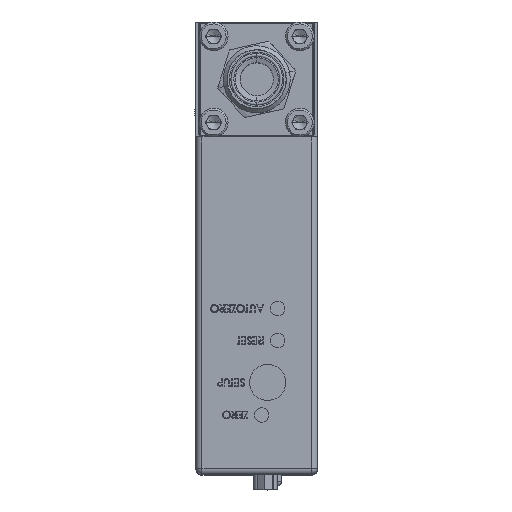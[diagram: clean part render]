
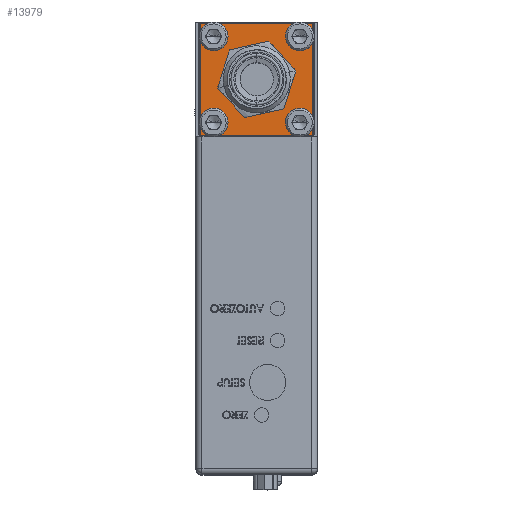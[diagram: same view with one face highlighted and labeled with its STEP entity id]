
A CAD part, top view. The second image highlights one B-rep face of the part: STEP entity #13979.
In plain terms, the highlighted planar face has unit normal (0, 0, 1).
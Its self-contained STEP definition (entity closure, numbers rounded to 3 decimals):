
#55 = VERTEX_POINT ( 'NONE', #28137 ) ;
#272 = AXIS2_PLACEMENT_3D ( 'NONE', #21864, #6353, #24502 ) ;
#284 = EDGE_CURVE ( 'NONE', #25898, #27036, #23983, .T. ) ;
#319 = ORIENTED_EDGE ( 'NONE', *, *, #22739, .T. ) ;
#1014 = CIRCLE ( 'NONE', #26759, 3.45 ) ;
#1136 = LINE ( 'NONE', #26120, #14043 ) ;
#1196 = DIRECTION ( 'NONE',  ( 0., 0., 1. ) ) ;
#1511 = DIRECTION ( 'NONE',  ( 0., 0., 1. ) ) ;
#1513 = VERTEX_POINT ( 'NONE', #11233 ) ;
#1738 = EDGE_LOOP ( 'NONE', ( #15112, #28510 ) ) ;
#2527 = PLANE ( 'NONE',  #16075 ) ;
#3530 = DIRECTION ( 'NONE',  ( -1., 0., 0. ) ) ;
#3908 = ORIENTED_EDGE ( 'NONE', *, *, #9107, .T. ) ;
#4237 = EDGE_CURVE ( 'NONE', #27036, #25898, #17421, .T. ) ;
#4333 = VECTOR ( 'NONE', #3530, 1000. ) ;
#5124 = DIRECTION ( 'NONE',  ( 1., 0., 0. ) ) ;
#5139 = CIRCLE ( 'NONE', #6200, 3.45 ) ;
#5164 = EDGE_LOOP ( 'NONE', ( #7247, #31413 ) ) ;
#5179 = EDGE_CURVE ( 'NONE', #15361, #6606, #32326, .T. ) ;
#5383 = AXIS2_PLACEMENT_3D ( 'NONE', #27513, #12012, #30125 ) ;
#5605 = FACE_BOUND ( 'NONE', #23739, .T. ) ;
#5700 = CARTESIAN_POINT ( 'NONE',  ( 18.656, -18.656, 15.875 ) ) ;
#5772 = DIRECTION ( 'NONE',  ( 0., 0., -1. ) ) ;
#5950 = CARTESIAN_POINT ( 'NONE',  ( 14.288, -14.288, 15.875 ) ) ;
#6200 = AXIS2_PLACEMENT_3D ( 'NONE', #26705, #11197, #29314 ) ;
#6353 = DIRECTION ( 'NONE',  ( 0., 0., -1. ) ) ;
#6606 = VERTEX_POINT ( 'NONE', #16277 ) ;
#6981 = CIRCLE ( 'NONE', #272, 3.45 ) ;
#7247 = ORIENTED_EDGE ( 'NONE', *, *, #21711, .T. ) ;
#7285 = CARTESIAN_POINT ( 'NONE',  ( -10.838, -14.288, 15.875 ) ) ;
#7499 = VERTEX_POINT ( 'NONE', #24669 ) ;
#8087 = AXIS2_PLACEMENT_3D ( 'NONE', #27431, #11935, #30055 ) ;
#8563 = DIRECTION ( 'NONE',  ( -1., 0., 0. ) ) ;
#9107 = EDGE_CURVE ( 'NONE', #15443, #22472, #20994, .T. ) ;
#9638 = CARTESIAN_POINT ( 'NONE',  ( 6.382, 0., 15.875 ) ) ;
#9889 = EDGE_CURVE ( 'NONE', #1513, #15361, #11186, .T. ) ;
#10157 = DIRECTION ( 'NONE',  ( 0., 0., -1. ) ) ;
#10356 = CARTESIAN_POINT ( 'NONE',  ( -6.382, 0., 15.875 ) ) ;
#10496 = DIRECTION ( 'NONE',  ( 0., 1., 0. ) ) ;
#11186 = LINE ( 'NONE', #14025, #4333 ) ;
#11197 = DIRECTION ( 'NONE',  ( 0., 0., -1. ) ) ;
#11233 = CARTESIAN_POINT ( 'NONE',  ( 18.656, 18.656, 15.875 ) ) ;
#11475 = VECTOR ( 'NONE', #21163, 1000. ) ;
#11935 = DIRECTION ( 'NONE',  ( 0., 0., -1. ) ) ;
#12012 = DIRECTION ( 'NONE',  ( 0., 0., -1. ) ) ;
#12333 = CARTESIAN_POINT ( 'NONE',  ( -14.287, -14.288, 15.875 ) ) ;
#12932 = CARTESIAN_POINT ( 'NONE',  ( -18.656, 18.656, 15.875 ) ) ;
#13498 = ORIENTED_EDGE ( 'NONE', *, *, #16037, .T. ) ;
#13979 = ADVANCED_FACE ( 'NONE', ( #26228, #19290, #5605, #32281, #25430, #18488 ), #2527, .T. ) ;
#14025 = CARTESIAN_POINT ( 'NONE',  ( -18.656, 18.656, 15.875 ) ) ;
#14043 = VECTOR ( 'NONE', #10496, 1000. ) ;
#14423 = ORIENTED_EDGE ( 'NONE', *, *, #22176, .T. ) ;
#14458 = ORIENTED_EDGE ( 'NONE', *, *, #19715, .T. ) ;
#14701 = CIRCLE ( 'NONE', #5383, 3.45 ) ;
#14757 = EDGE_CURVE ( 'NONE', #23781, #7499, #1014, .T. ) ;
#14942 = DIRECTION ( 'NONE',  ( -1., 0., 0. ) ) ;
#15112 = ORIENTED_EDGE ( 'NONE', *, *, #4237, .F. ) ;
#15361 = VERTEX_POINT ( 'NONE', #12932 ) ;
#15443 = VERTEX_POINT ( 'NONE', #21055 ) ;
#15737 = AXIS2_PLACEMENT_3D ( 'NONE', #12333, #30465, #14942 ) ;
#16037 = EDGE_CURVE ( 'NONE', #7499, #23781, #6981, .T. ) ;
#16075 = AXIS2_PLACEMENT_3D ( 'NONE', #25720, #20562, #5124 ) ;
#16277 = CARTESIAN_POINT ( 'NONE',  ( -18.656, -18.656, 15.875 ) ) ;
#16459 = AXIS2_PLACEMENT_3D ( 'NONE', #5950, #24082, #8563 ) ;
#16945 = CARTESIAN_POINT ( 'NONE',  ( 0., 0., 15.875 ) ) ;
#16959 = EDGE_LOOP ( 'NONE', ( #30141, #22528, #21811, #319 ) ) ;
#17421 = CIRCLE ( 'NONE', #25417, 6.382 ) ;
#18274 = VERTEX_POINT ( 'NONE', #33485 ) ;
#18329 = CIRCLE ( 'NONE', #15737, 3.45 ) ;
#18488 = FACE_BOUND ( 'NONE', #1738, .T. ) ;
#18554 = CARTESIAN_POINT ( 'NONE',  ( 0., 0., 15.875 ) ) ;
#19153 = AXIS2_PLACEMENT_3D ( 'NONE', #16945, #1511, #19548 ) ;
#19229 = DIRECTION ( 'NONE',  ( 1., 0., 0. ) ) ;
#19290 = FACE_BOUND ( 'NONE', #23419, .T. ) ;
#19548 = DIRECTION ( 'NONE',  ( 1., 0., 0. ) ) ;
#19671 = EDGE_CURVE ( 'NONE', #31822, #25380, #14701, .T. ) ;
#19715 = EDGE_CURVE ( 'NONE', #25380, #31822, #18329, .T. ) ;
#20026 = CARTESIAN_POINT ( 'NONE',  ( 17.737, -14.288, 15.875 ) ) ;
#20562 = DIRECTION ( 'NONE',  ( 0., 0., 1. ) ) ;
#20994 = CIRCLE ( 'NONE', #8087, 3.45 ) ;
#21055 = CARTESIAN_POINT ( 'NONE',  ( 10.838, -14.288, 15.875 ) ) ;
#21163 = DIRECTION ( 'NONE',  ( 1., 0., 0. ) ) ;
#21216 = CARTESIAN_POINT ( 'NONE',  ( -14.288, 14.287, 15.875 ) ) ;
#21711 = EDGE_CURVE ( 'NONE', #55, #18274, #25385, .T. ) ;
#21811 = ORIENTED_EDGE ( 'NONE', *, *, #5179, .T. ) ;
#21864 = CARTESIAN_POINT ( 'NONE',  ( 14.287, 14.287, 15.875 ) ) ;
#22176 = EDGE_CURVE ( 'NONE', #22472, #15443, #28969, .T. ) ;
#22285 = ORIENTED_EDGE ( 'NONE', *, *, #14757, .T. ) ;
#22472 = VERTEX_POINT ( 'NONE', #20026 ) ;
#22528 = ORIENTED_EDGE ( 'NONE', *, *, #9889, .T. ) ;
#22739 = EDGE_CURVE ( 'NONE', #6606, #32051, #31313, .T. ) ;
#23419 = EDGE_LOOP ( 'NONE', ( #3908, #14423 ) ) ;
#23739 = EDGE_LOOP ( 'NONE', ( #14458, #27581 ) ) ;
#23781 = VERTEX_POINT ( 'NONE', #33428 ) ;
#23882 = DIRECTION ( 'NONE',  ( -1., 0., 0. ) ) ;
#23937 = CARTESIAN_POINT ( 'NONE',  ( -18.656, -18.656, 15.875 ) ) ;
#23983 = CIRCLE ( 'NONE', #19153, 6.382 ) ;
#24082 = DIRECTION ( 'NONE',  ( 0., 0., -1. ) ) ;
#24270 = EDGE_LOOP ( 'NONE', ( #13498, #22285 ) ) ;
#24502 = DIRECTION ( 'NONE',  ( -1., 0., 0. ) ) ;
#24669 = CARTESIAN_POINT ( 'NONE',  ( 10.838, 14.287, 15.875 ) ) ;
#25380 = VERTEX_POINT ( 'NONE', #28250 ) ;
#25385 = CIRCLE ( 'NONE', #31228, 3.45 ) ;
#25417 = AXIS2_PLACEMENT_3D ( 'NONE', #18554, #1196, #19229 ) ;
#25430 = FACE_OUTER_BOUND ( 'NONE', #16959, .T. ) ;
#25474 = VECTOR ( 'NONE', #29657, 1000. ) ;
#25677 = CARTESIAN_POINT ( 'NONE',  ( 14.287, 14.287, 15.875 ) ) ;
#25720 = CARTESIAN_POINT ( 'NONE',  ( 18.656, -18.656, 15.875 ) ) ;
#25898 = VERTEX_POINT ( 'NONE', #9638 ) ;
#26120 = CARTESIAN_POINT ( 'NONE',  ( 18.656, 18.656, 15.875 ) ) ;
#26228 = FACE_BOUND ( 'NONE', #24270, .T. ) ;
#26229 = EDGE_CURVE ( 'NONE', #18274, #55, #5139, .T. ) ;
#26705 = CARTESIAN_POINT ( 'NONE',  ( -14.288, 14.287, 15.875 ) ) ;
#26759 = AXIS2_PLACEMENT_3D ( 'NONE', #25677, #10157, #28268 ) ;
#27036 = VERTEX_POINT ( 'NONE', #10356 ) ;
#27038 = CARTESIAN_POINT ( 'NONE',  ( -18.656, 18.656, 15.875 ) ) ;
#27431 = CARTESIAN_POINT ( 'NONE',  ( 14.288, -14.288, 15.875 ) ) ;
#27513 = CARTESIAN_POINT ( 'NONE',  ( -14.287, -14.288, 15.875 ) ) ;
#27581 = ORIENTED_EDGE ( 'NONE', *, *, #19671, .T. ) ;
#28137 = CARTESIAN_POINT ( 'NONE',  ( -17.737, 14.287, 15.875 ) ) ;
#28250 = CARTESIAN_POINT ( 'NONE',  ( -17.737, -14.288, 15.875 ) ) ;
#28268 = DIRECTION ( 'NONE',  ( -1., 0., 0. ) ) ;
#28510 = ORIENTED_EDGE ( 'NONE', *, *, #284, .F. ) ;
#28969 = CIRCLE ( 'NONE', #16459, 3.45 ) ;
#29314 = DIRECTION ( 'NONE',  ( -1., 0., 0. ) ) ;
#29657 = DIRECTION ( 'NONE',  ( 0., -1., 0. ) ) ;
#30055 = DIRECTION ( 'NONE',  ( -1., 0., 0. ) ) ;
#30125 = DIRECTION ( 'NONE',  ( -1., 0., 0. ) ) ;
#30141 = ORIENTED_EDGE ( 'NONE', *, *, #32387, .T. ) ;
#30465 = DIRECTION ( 'NONE',  ( 0., 0., -1. ) ) ;
#31228 = AXIS2_PLACEMENT_3D ( 'NONE', #21216, #5772, #23882 ) ;
#31313 = LINE ( 'NONE', #23937, #11475 ) ;
#31413 = ORIENTED_EDGE ( 'NONE', *, *, #26229, .T. ) ;
#31822 = VERTEX_POINT ( 'NONE', #7285 ) ;
#32051 = VERTEX_POINT ( 'NONE', #5700 ) ;
#32281 = FACE_BOUND ( 'NONE', #5164, .T. ) ;
#32326 = LINE ( 'NONE', #27038, #25474 ) ;
#32387 = EDGE_CURVE ( 'NONE', #32051, #1513, #1136, .T. ) ;
#33428 = CARTESIAN_POINT ( 'NONE',  ( 17.737, 14.287, 15.875 ) ) ;
#33485 = CARTESIAN_POINT ( 'NONE',  ( -10.838, 14.287, 15.875 ) ) ;
